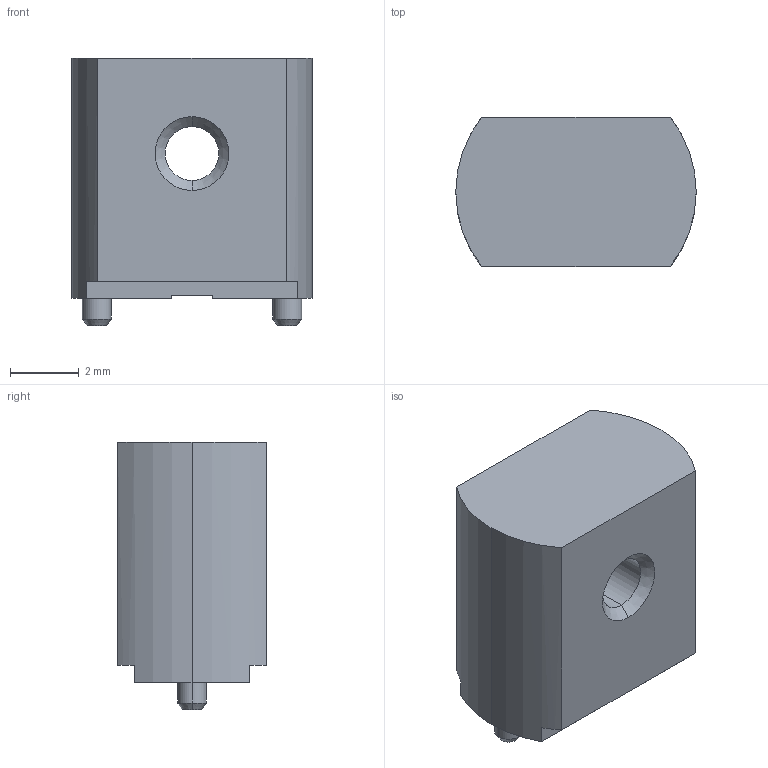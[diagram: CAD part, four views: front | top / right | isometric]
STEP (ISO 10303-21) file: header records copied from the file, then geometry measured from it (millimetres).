
FILE_DESCRIPTION (( 'STEP AP214' ), '1' );
FILE_NAME ('WE 7466312.STEP', '2021-02-11T07:36:17', ( '' ), ( '' ), 'SwSTEP 2.0', 'SolidWorks 2018', '' );
FILE_SCHEMA (( 'AUTOMOTIVE_DESIGN' ));
Length unit declared in the file: millimetre
Products named in the file (1): WE 7466312
Bounding box: 7 x 4.33 x 7.8 mm (x, y, z)
Volume: 186.3 mm3; surface area: 218.6 mm2
Topology: 1 solids, 1 shells, 31 faces, 73 edges, 46 vertices
Faces by surface type: plane 13, cylinder 10, cone 8
Entity records: 933 total; most frequent: DIRECTION 169, CARTESIAN_POINT 151, ORIENTED_EDGE 146, EDGE_CURVE 73, AXIS2_PLACEMENT_3D 64, VERTEX_POINT 46, LINE 41, VECTOR 41
